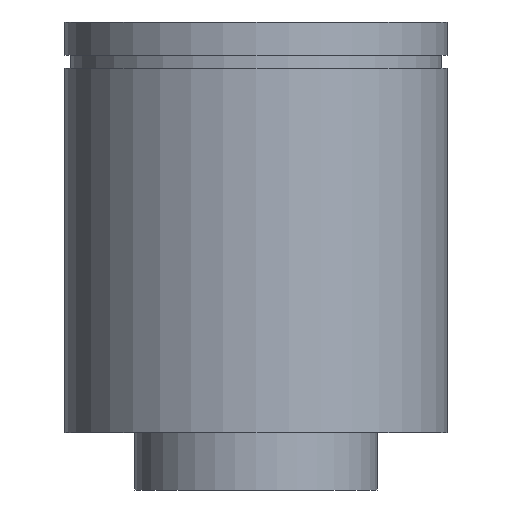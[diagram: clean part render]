
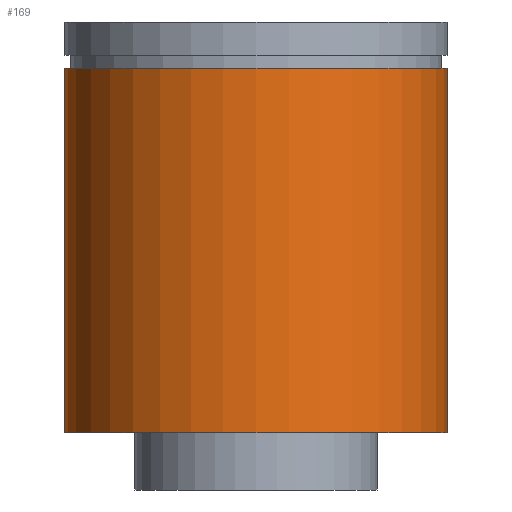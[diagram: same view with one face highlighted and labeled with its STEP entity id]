
A CAD part, front view. The second image highlights one B-rep face of the part: STEP entity #169.
In plain terms, the highlighted cylindrical face has radius 16 mm (diameter 32 mm), a partial arc.
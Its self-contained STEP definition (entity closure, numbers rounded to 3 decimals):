
#24 = CARTESIAN_POINT ( 'NONE',  ( 0., 0., 0. ) ) ;
#102 = VERTEX_POINT ( 'NONE', #203 ) ;
#128 = FACE_OUTER_BOUND ( 'NONE', #168, .T. ) ;
#138 = CARTESIAN_POINT ( 'NONE',  ( 0., 0., 34.51 ) ) ;
#150 = VERTEX_POINT ( 'NONE', #289 ) ;
#164 = ORIENTED_EDGE ( 'NONE', *, *, #296, .T. ) ;
#167 = DIRECTION ( 'NONE',  ( 0., 0., 1. ) ) ;
#168 = EDGE_LOOP ( 'NONE', ( #363, #164, #219, #504 ) ) ;
#169 = ADVANCED_FACE ( 'NONE', ( #128 ), #360, .T. ) ;
#191 = DIRECTION ( 'NONE',  ( 0., 0., 1. ) ) ;
#203 = CARTESIAN_POINT ( 'NONE',  ( -16., 0., 4. ) ) ;
#219 = ORIENTED_EDGE ( 'NONE', *, *, #280, .T. ) ;
#280 = EDGE_CURVE ( 'NONE', #385, #150, #322, .T. ) ;
#289 = CARTESIAN_POINT ( 'NONE',  ( 16., 0., 34.51 ) ) ;
#296 = EDGE_CURVE ( 'NONE', #102, #385, #429, .T. ) ;
#297 = DIRECTION ( 'NONE',  ( 0., 0., 1. ) ) ;
#322 = LINE ( 'NONE', #375, #457 ) ;
#333 = CARTESIAN_POINT ( 'NONE',  ( 0., 0., 4. ) ) ;
#345 = CARTESIAN_POINT ( 'NONE',  ( 16., 0., 4. ) ) ;
#360 = CYLINDRICAL_SURFACE ( 'NONE', #570, 16. ) ;
#363 = ORIENTED_EDGE ( 'NONE', *, *, #439, .F. ) ;
#375 = CARTESIAN_POINT ( 'NONE',  ( 16., 0., 0. ) ) ;
#385 = VERTEX_POINT ( 'NONE', #345 ) ;
#395 = VECTOR ( 'NONE', #516, 1000. ) ;
#397 = DIRECTION ( 'NONE',  ( 1., 0., 0. ) ) ;
#410 = DIRECTION ( 'NONE',  ( 1., 0., 0. ) ) ;
#414 = LINE ( 'NONE', #521, #395 ) ;
#422 = AXIS2_PLACEMENT_3D ( 'NONE', #138, #191, #397 ) ;
#429 = CIRCLE ( 'NONE', #508, 16. ) ;
#433 = CARTESIAN_POINT ( 'NONE',  ( -16., 0., 34.51 ) ) ;
#439 = EDGE_CURVE ( 'NONE', #102, #471, #414, .T. ) ;
#443 = CIRCLE ( 'NONE', #422, 16. ) ;
#457 = VECTOR ( 'NONE', #297, 1000. ) ;
#468 = DIRECTION ( 'NONE',  ( 0., 0., 1. ) ) ;
#471 = VERTEX_POINT ( 'NONE', #433 ) ;
#504 = ORIENTED_EDGE ( 'NONE', *, *, #531, .F. ) ;
#508 = AXIS2_PLACEMENT_3D ( 'NONE', #333, #468, #514 ) ;
#514 = DIRECTION ( 'NONE',  ( 1., 0., 0. ) ) ;
#516 = DIRECTION ( 'NONE',  ( 0., 0., 1. ) ) ;
#521 = CARTESIAN_POINT ( 'NONE',  ( -16., 0., 0. ) ) ;
#531 = EDGE_CURVE ( 'NONE', #471, #150, #443, .T. ) ;
#570 = AXIS2_PLACEMENT_3D ( 'NONE', #24, #167, #410 ) ;
